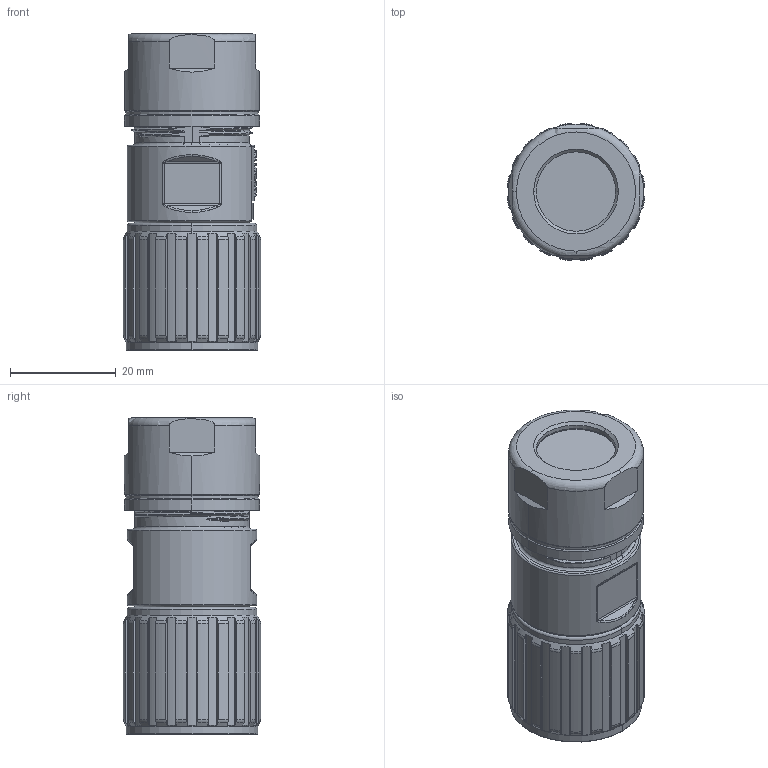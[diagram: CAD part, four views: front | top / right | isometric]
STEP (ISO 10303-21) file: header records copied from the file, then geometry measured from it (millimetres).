
FILE_DESCRIPTION(/* description */ (''),/* implementation_level */ '2;1');
FILE_NAME(/* name */ '1810094002507_01-MR23-009_B-T-D8-SH_成品_stp.stp',/* time_stamp */ '2024-01-04T10:32:13+08:00',/* author */ (''),/* organization */ (''),/* preprocessor_version */ 'ST-DEVELOPER v18.1',/* originating_system */ 'SIEMENS PLM Software NX 1980',/* authorisation */ '');
FILE_SCHEMA (('AUTOMOTIVE_DESIGN { 1 0 10303 214 3 1 1 1 }'));
Length unit declared in the file: millimetre
Products named in the file (1): 1810094002507_01-MR23-009_B-T-D8-SH_成品_stp
Bounding box: 25.93 x 25.93 x 59.8 mm (x, y, z)
Volume: 23996 mm3; surface area: 11764.2 mm2
Topology: 1 solids, 11 shells, 746 faces, 2005 edges, 1292 vertices
Faces by surface type: cylinder 264, plane 240, cone 95, torus 92, bspline 42, sphere 13
Full cylindrical faces by diameter (mm): 1.3 x1, 1.8 x8, 3.5 x1, 5.5 x1, 20.843 x3
Entity records: 34707 total; most frequent: CARTESIAN_POINT 17422, ORIENTED_EDGE 3960, DIRECTION 3119, EDGE_CURVE 1980, VERTEX_POINT 1281, AXIS2_PLACEMENT_3D 1280, B_SPLINE_CURVE_WITH_KNOTS 834, EDGE_LOOP 803
